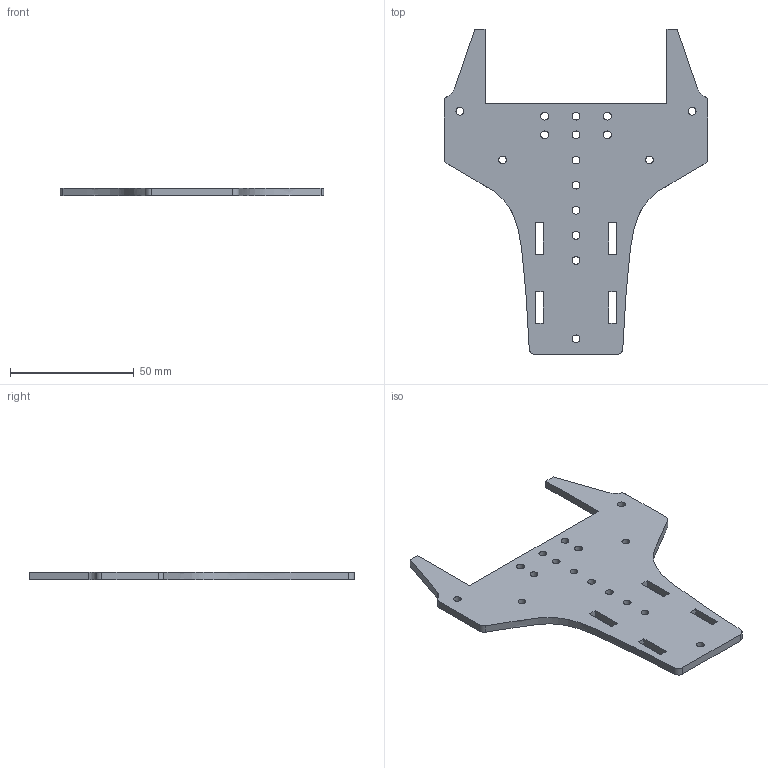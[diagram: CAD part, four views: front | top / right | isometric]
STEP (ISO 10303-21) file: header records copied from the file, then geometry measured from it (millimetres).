
FILE_DESCRIPTION( ( '' ), ' ' );
FILE_NAME( '5ac8683ee585130ec94c69f8.step', '2018-04-07T06:42:06', ( '' ), ( '' ), ' ', ' ', ' ' );
FILE_SCHEMA( ( 'AUTOMOTIVE_DESIGN { 1 0 10303 214 1 1 1 1 }' ) );
Length unit declared in the file: metre
Products named in the file (1): Part 4
Bounding box: 106.68 x 131.6 x 3.17 mm (x, y, z)
Volume: 21384 mm3; surface area: 15894.9 mm2
Topology: 1 solids, 1 shells, 54 faces, 156 edges, 104 vertices
Faces by surface type: plane 28, cylinder 24, extrusion 2
Full cylindrical faces by diameter (mm): 3.175 x16
Entity records: 2264 total; most frequent: CARTESIAN_POINT 335, DIRECTION 292, ORIENTED_EDGE 280, EDGE_CURVE 140, EDGE_LOOP 110, VERTEX_POINT 104, AXIS2_PLACEMENT_3D 101, VECTOR 90
